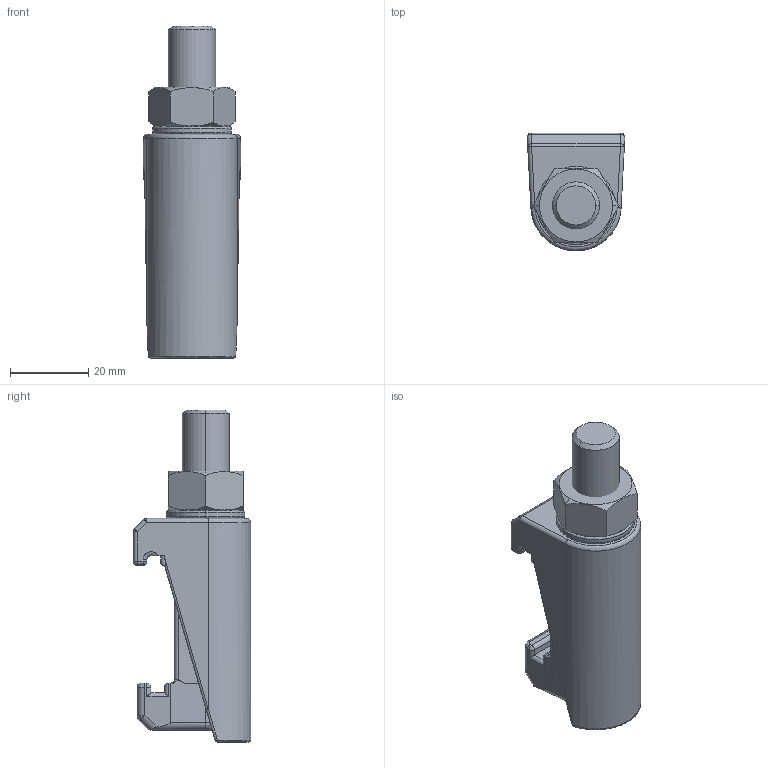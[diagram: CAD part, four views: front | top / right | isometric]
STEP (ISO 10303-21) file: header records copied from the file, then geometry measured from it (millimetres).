
FILE_DESCRIPTION (( 'STEP AP214' ), '1' );
FILE_NAME ('441-DCC-320-500-SS.STEP', '2019-09-16T09:38:37', ( 'allectra' ), ( 'Microsoft' ), 'SwSTEP 2.0', 'SolidWorks 2014', '' );
FILE_SCHEMA (( 'AUTOMOTIVE_DESIGN' ));
Length unit declared in the file: millimetre
Products named in the file (1): 441-DCC-320-500-SS
Bounding box: 24.89 x 30 x 84.6 mm (x, y, z)
Volume: 28402.8 mm3; surface area: 13047.3 mm2
Topology: 4 solids, 4 shells, 157 faces, 363 edges, 204 vertices
Faces by surface type: cylinder 65, bspline 46, plane 44, cone 2
Entity records: 7405 total; most frequent: CARTESIAN_POINT 2403, ORIENTED_EDGE 704, DIRECTION 631, EDGE_CURVE 352, AXIS2_PLACEMENT_3D 242, VERTEX_POINT 204, EDGE_LOOP 164, UNCERTAINTY_MEASURE_WITH_UNIT 163
